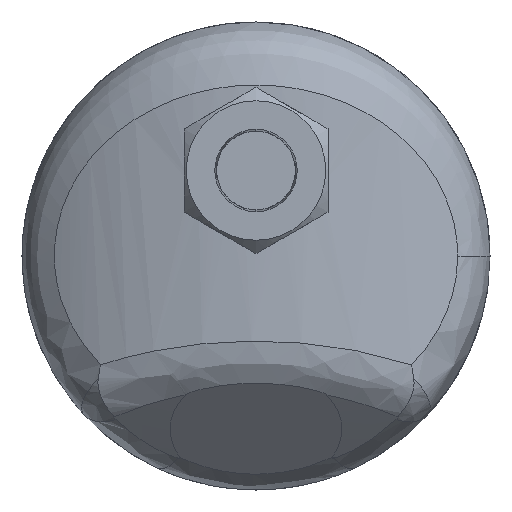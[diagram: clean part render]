
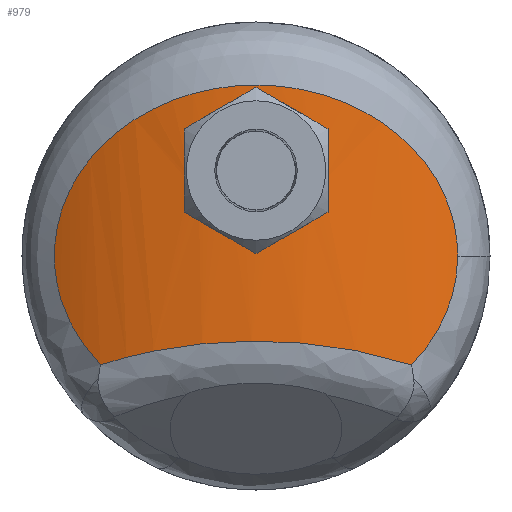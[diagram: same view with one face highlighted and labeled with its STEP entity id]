
A CAD part, left-side view. The second image highlights one B-rep face of the part: STEP entity #979.
In plain terms, the highlighted cylindrical face has radius 92 mm (diameter 184 mm), a partial arc.
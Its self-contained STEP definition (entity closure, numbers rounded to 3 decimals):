
#31=B_SPLINE_CURVE_WITH_KNOTS('',3,(#1407,#1408,#1409,#1410,#1411,#1412,
#1413,#1414,#1415,#1416,#1417,#1418,#1419,#1420,#1421,#1422,#1423,#1424,
#1425,#1426,#1427,#1428,#1429,#1430,#1431,#1432,#1433,#1434,#1435,#1436,
#1437,#1438,#1439,#1440,#1441,#1442,#1443,#1444),.UNSPECIFIED.,.F.,.F.,
(4,2,2,2,2,2,2,2,2,2,2,2,2,2,2,2,2,2,4),(0.,0.283,0.566,
1.132,1.698,1.981,2.264,2.548,
2.831,3.397,3.963,4.246,4.529,
4.812,5.095,5.661,6.227,6.51,
6.793),.UNSPECIFIED.);
#32=B_SPLINE_CURVE_WITH_KNOTS('',3,(#1445,#1446,#1447,#1448,#1449,#1450,
#1451,#1452,#1453,#1454,#1455,#1456,#1457,#1458),.UNSPECIFIED.,.F.,.F.,
(4,2,2,2,2,2,4),(6.793,7.076,7.36,7.926,
8.492,8.775,9.058),.UNSPECIFIED.);
#53=B_SPLINE_CURVE_WITH_KNOTS('',3,(#2046,#2047,#2048,#2049,#2050,#2051,
#2052,#2053,#2054,#2055),.UNSPECIFIED.,.F.,.F.,(4,1,1,1,1,1,1,4),(-10.381,
-9.721,-8.781,-7.841,-6.901,
-5.961,-5.021,-4.362),.UNSPECIFIED.);
#55=B_SPLINE_CURVE_WITH_KNOTS('',3,(#2252,#2253,#2254,#2255,#2256,#2257,
#2258,#2259,#2260,#2261,#2262,#2263,#2264,#2265,#2266,#2267,#2268,#2269,
#2270,#2271,#2272,#2273,#2274,#2275,#2276,#2277),.UNSPECIFIED.,.F.,.F.,
(4,1,1,1,1,1,1,1,1,1,1,1,1,1,1,1,1,1,1,1,1,1,1,4),(21.48,22.326,
23.394,23.927,24.461,24.994,25.528,
26.595,26.951,27.663,28.374,28.73,
29.441,29.797,30.508,31.22,31.931,
32.287,32.643,33.71,34.066,35.133,
35.667,36.2),.UNSPECIFIED.);
#58=B_SPLINE_CURVE_WITH_KNOTS('',3,(#2312,#2313,#2314,#2315,#2316,#2317,
#2318),.UNSPECIFIED.,.F.,.F.,(4,1,1,1,4),(12.067,12.886,
13.295,14.114,14.712),.UNSPECIFIED.);
#113=FACE_BOUND('',#257,.T.);
#191=FACE_OUTER_BOUND('',#256,.T.);
#256=EDGE_LOOP('',(#822,#823,#824));
#257=EDGE_LOOP('',(#825,#826));
#406=VERTEX_POINT('',#1405);
#407=VERTEX_POINT('',#1406);
#449=VERTEX_POINT('',#2031);
#450=VERTEX_POINT('',#2045);
#451=VERTEX_POINT('',#2251);
#513=EDGE_CURVE('',#406,#407,#31,.T.);
#514=EDGE_CURVE('',#407,#406,#32,.T.);
#579=EDGE_CURVE('',#449,#450,#53,.T.);
#581=EDGE_CURVE('',#450,#451,#55,.T.);
#585=EDGE_CURVE('',#451,#449,#58,.T.);
#822=ORIENTED_EDGE('',*,*,#579,.F.);
#823=ORIENTED_EDGE('',*,*,#585,.F.);
#824=ORIENTED_EDGE('',*,*,#581,.F.);
#825=ORIENTED_EDGE('',*,*,#513,.T.);
#826=ORIENTED_EDGE('',*,*,#514,.T.);
#934=CYLINDRICAL_SURFACE('',#1082,92.);
#979=ADVANCED_FACE('',(#191,#113),#934,.T.);
#1082=AXIS2_PLACEMENT_3D('',#2311,#1255,#1256);
#1255=DIRECTION('center_axis',(0.,0.,-1.));
#1256=DIRECTION('ref_axis',(0.825,-0.565,0.));
#1405=CARTESIAN_POINT('',(-54.269,15.,19.));
#1406=CARTESIAN_POINT('',(-55.5,0.,4.));
#1407=CARTESIAN_POINT('Ctrl Pts',(-54.269,15.,19.));
#1408=CARTESIAN_POINT('Ctrl Pts',(-54.269,15.,19.944));
#1409=CARTESIAN_POINT('Ctrl Pts',(-54.284,14.91,20.919));
#1410=CARTESIAN_POINT('Ctrl Pts',(-54.346,14.529,22.858));
#1411=CARTESIAN_POINT('Ctrl Pts',(-54.392,14.239,23.821));
#1412=CARTESIAN_POINT('Ctrl Pts',(-54.567,13.09,26.592));
#1413=CARTESIAN_POINT('Ctrl Pts',(-54.732,11.936,28.277));
#1414=CARTESIAN_POINT('Ctrl Pts',(-55.041,9.277,30.936));
#1415=CARTESIAN_POINT('Ctrl Pts',(-55.205,7.592,32.09));
#1416=CARTESIAN_POINT('Ctrl Pts',(-55.378,4.821,33.239));
#1417=CARTESIAN_POINT('Ctrl Pts',(-55.424,3.858,33.529));
#1418=CARTESIAN_POINT('Ctrl Pts',(-55.485,1.919,33.91));
#1419=CARTESIAN_POINT('Ctrl Pts',(-55.5,0.944,34.));
#1420=CARTESIAN_POINT('Ctrl Pts',(-55.5,-0.944,34.));
#1421=CARTESIAN_POINT('Ctrl Pts',(-55.485,-1.919,33.91));
#1422=CARTESIAN_POINT('Ctrl Pts',(-55.424,-3.858,33.529));
#1423=CARTESIAN_POINT('Ctrl Pts',(-55.378,-4.821,33.239));
#1424=CARTESIAN_POINT('Ctrl Pts',(-55.205,-7.592,32.09));
#1425=CARTESIAN_POINT('Ctrl Pts',(-55.041,-9.277,30.936));
#1426=CARTESIAN_POINT('Ctrl Pts',(-54.732,-11.936,28.277));
#1427=CARTESIAN_POINT('Ctrl Pts',(-54.567,-13.09,26.592));
#1428=CARTESIAN_POINT('Ctrl Pts',(-54.392,-14.239,23.821));
#1429=CARTESIAN_POINT('Ctrl Pts',(-54.346,-14.529,22.858));
#1430=CARTESIAN_POINT('Ctrl Pts',(-54.284,-14.91,20.919));
#1431=CARTESIAN_POINT('Ctrl Pts',(-54.269,-15.,19.944));
#1432=CARTESIAN_POINT('Ctrl Pts',(-54.269,-15.,18.056));
#1433=CARTESIAN_POINT('Ctrl Pts',(-54.284,-14.91,17.081));
#1434=CARTESIAN_POINT('Ctrl Pts',(-54.346,-14.529,15.142));
#1435=CARTESIAN_POINT('Ctrl Pts',(-54.392,-14.239,14.179));
#1436=CARTESIAN_POINT('Ctrl Pts',(-54.567,-13.09,11.408));
#1437=CARTESIAN_POINT('Ctrl Pts',(-54.732,-11.936,9.723));
#1438=CARTESIAN_POINT('Ctrl Pts',(-55.041,-9.277,7.064));
#1439=CARTESIAN_POINT('Ctrl Pts',(-55.205,-7.592,5.91));
#1440=CARTESIAN_POINT('Ctrl Pts',(-55.378,-4.821,4.761));
#1441=CARTESIAN_POINT('Ctrl Pts',(-55.424,-3.858,4.471));
#1442=CARTESIAN_POINT('Ctrl Pts',(-55.485,-1.919,4.09));
#1443=CARTESIAN_POINT('Ctrl Pts',(-55.5,-0.944,4.));
#1444=CARTESIAN_POINT('Ctrl Pts',(-55.5,0.,4.));
#1445=CARTESIAN_POINT('Ctrl Pts',(-55.5,0.,4.));
#1446=CARTESIAN_POINT('Ctrl Pts',(-55.5,0.944,4.));
#1447=CARTESIAN_POINT('Ctrl Pts',(-55.485,1.919,4.09));
#1448=CARTESIAN_POINT('Ctrl Pts',(-55.424,3.858,4.471));
#1449=CARTESIAN_POINT('Ctrl Pts',(-55.378,4.821,4.761));
#1450=CARTESIAN_POINT('Ctrl Pts',(-55.205,7.592,5.91));
#1451=CARTESIAN_POINT('Ctrl Pts',(-55.041,9.277,7.064));
#1452=CARTESIAN_POINT('Ctrl Pts',(-54.732,11.936,9.723));
#1453=CARTESIAN_POINT('Ctrl Pts',(-54.567,13.09,11.408));
#1454=CARTESIAN_POINT('Ctrl Pts',(-54.392,14.239,14.179));
#1455=CARTESIAN_POINT('Ctrl Pts',(-54.346,14.529,15.142));
#1456=CARTESIAN_POINT('Ctrl Pts',(-54.284,14.91,17.081));
#1457=CARTESIAN_POINT('Ctrl Pts',(-54.269,15.,18.056));
#1458=CARTESIAN_POINT('Ctrl Pts',(-54.269,15.,19.));
#2031=CARTESIAN_POINT('',(-48.764,-34.555,-24.201));
#2045=CARTESIAN_POINT('',(-48.764,34.555,-24.201));
#2046=CARTESIAN_POINT('Ctrl Pts',(-48.763,-34.555,-24.202));
#2047=CARTESIAN_POINT('Ctrl Pts',(-49.701,-32.239,-23.454));
#2048=CARTESIAN_POINT('Ctrl Pts',(-51.772,-26.469,-21.809));
#2049=CARTESIAN_POINT('Ctrl Pts',(-54.168,-16.883,-19.931));
#2050=CARTESIAN_POINT('Ctrl Pts',(-55.561,-5.634,-18.873));
#2051=CARTESIAN_POINT('Ctrl Pts',(-55.555,5.683,-18.878));
#2052=CARTESIAN_POINT('Ctrl Pts',(-54.177,16.837,-19.924));
#2053=CARTESIAN_POINT('Ctrl Pts',(-51.75,26.552,-21.827));
#2054=CARTESIAN_POINT('Ctrl Pts',(-49.695,32.261,-23.459));
#2055=CARTESIAN_POINT('Ctrl Pts',(-48.765,34.556,-24.201));
#2251=CARTESIAN_POINT('',(-43.844,-44.82,-0.04));
#2252=CARTESIAN_POINT('Ctrl Pts',(-48.764,34.555,-24.201));
#2253=CARTESIAN_POINT('Ctrl Pts',(-47.926,36.622,-22.078));
#2254=CARTESIAN_POINT('Ctrl Pts',(-46.073,40.701,-16.825));
#2255=CARTESIAN_POINT('Ctrl Pts',(-44.383,43.849,-9.17));
#2256=CARTESIAN_POINT('Ctrl Pts',(-43.799,44.902,-2.07));
#2257=CARTESIAN_POINT('Ctrl Pts',(-43.853,44.805,3.28));
#2258=CARTESIAN_POINT('Ctrl Pts',(-44.408,43.803,8.616));
#2259=CARTESIAN_POINT('Ctrl Pts',(-45.703,41.366,15.359));
#2260=CARTESIAN_POINT('Ctrl Pts',(-47.505,37.654,21.029));
#2261=CARTESIAN_POINT('Ctrl Pts',(-49.611,32.487,26.355));
#2262=CARTESIAN_POINT('Ctrl Pts',(-51.401,27.444,30.315));
#2263=CARTESIAN_POINT('Ctrl Pts',(-52.986,21.619,33.428));
#2264=CARTESIAN_POINT('Ctrl Pts',(-54.279,15.342,35.842));
#2265=CARTESIAN_POINT('Ctrl Pts',(-55.039,9.907,37.193));
#2266=CARTESIAN_POINT('Ctrl Pts',(-55.526,2.998,38.046));
#2267=CARTESIAN_POINT('Ctrl Pts',(-55.539,-4.108,38.068));
#2268=CARTESIAN_POINT('Ctrl Pts',(-54.781,-12.409,36.744));
#2269=CARTESIAN_POINT('Ctrl Pts',(-53.602,-18.891,34.6));
#2270=CARTESIAN_POINT('Ctrl Pts',(-52.415,-23.714,32.307));
#2271=CARTESIAN_POINT('Ctrl Pts',(-50.802,-29.321,29.045));
#2272=CARTESIAN_POINT('Ctrl Pts',(-48.959,-34.218,24.893));
#2273=CARTESIAN_POINT('Ctrl Pts',(-46.585,-39.615,18.258));
#2274=CARTESIAN_POINT('Ctrl Pts',(-44.967,-42.776,12.286));
#2275=CARTESIAN_POINT('Ctrl Pts',(-44.012,-44.521,5.353));
#2276=CARTESIAN_POINT('Ctrl Pts',(-43.843,-44.823,1.756));
#2277=CARTESIAN_POINT('Ctrl Pts',(-43.844,-44.82,-0.04));
#2311=CARTESIAN_POINT('Origin',(36.5,0.,52.));
#2312=CARTESIAN_POINT('Ctrl Pts',(-43.844,-44.82,-0.04));
#2313=CARTESIAN_POINT('Ctrl Pts',(-43.846,-44.817,-2.795));
#2314=CARTESIAN_POINT('Ctrl Pts',(-44.147,-44.286,-6.881));
#2315=CARTESIAN_POINT('Ctrl Pts',(-45.302,-42.125,-13.467));
#2316=CARTESIAN_POINT('Ctrl Pts',(-46.794,-39.159,-18.919));
#2317=CARTESIAN_POINT('Ctrl Pts',(-48.172,-36.015,-22.702));
#2318=CARTESIAN_POINT('Ctrl Pts',(-48.764,-34.554,-24.202));
